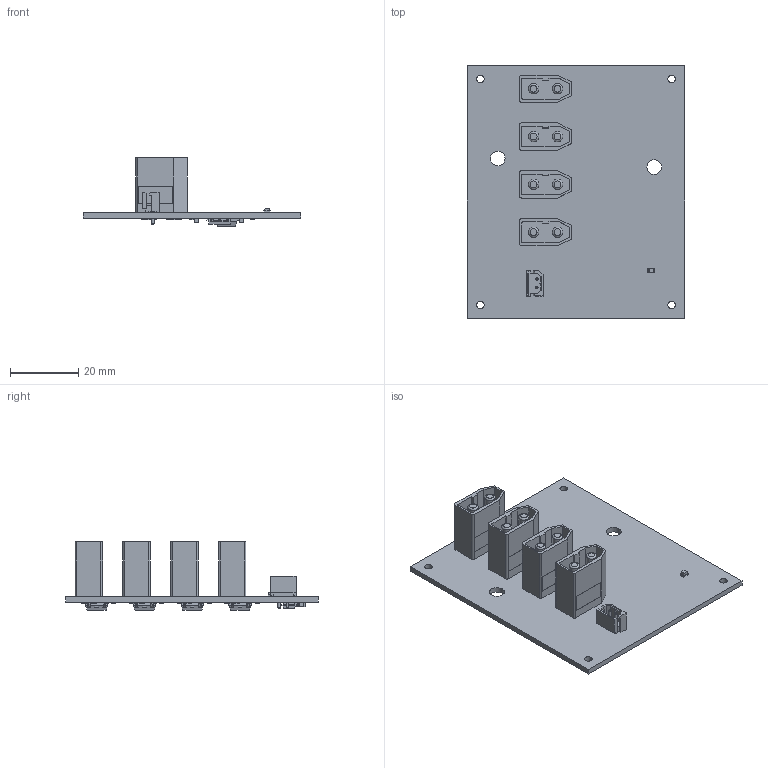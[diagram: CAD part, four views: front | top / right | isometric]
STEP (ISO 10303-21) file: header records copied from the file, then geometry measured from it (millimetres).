
FILE_DESCRIPTION(('KiCad electronic assembly'),'2;1');
FILE_NAME('battery.step','2019-06-01T21:54:35',('An Author'),( 'A Company'),'Open CASCADE STEP processor 6.9', 'KiCad to STEP converter','Unknown');
FILE_SCHEMA(('AUTOMOTIVE_DESIGN { 1 0 10303 214 1 1 1 1 }'));
Length unit declared in the file: millimetre
Products named in the file (16): Open CASCADE STEP translator 6.9 1; C_0805_2012Metric; SOLID; LED_0805_2012Metric; xt-60_pcb_f; COMPOUND; spox_2pin_socket_pcb; TO-252-2; R_0805_2012Metric; SOT-223
Assembly tree (30 placements, depth 3):
  Open CASCADE STEP translator 6.9 1
    C_0805_2012Metric  x2
      SOLID
    LED_0805_2012Metric
      SOLID
    xt-60_pcb_f  x4
      COMPOUND
    spox_2pin_socket_pcb
      SOLID
    TO-252-2  x4
      SOLID
    R_0805_2012Metric  x9
      SOLID
    SOT-223
      SOLID
    COMPOUND
Bounding box: 63.5 x 73.66 x 20.02 mm (x, y, z)
Volume: 16281.5 mm3; surface area: 23990.3 mm2
Topology: 39 solids, 55 shells, 1227 faces, 3071 edges, 2035 vertices
Faces by surface type: plane 927, cylinder 268, bspline 20, torus 12
Full cylindrical faces by diameter (mm): 0.7 x4, 0.85 x2, 1 x4, 2.2 x4, 3 x28, 4.3 x18, 4.6 x8
Entity records: 32191 total; most frequent: CARTESIAN_POINT 6729, DIRECTION 4300, LINE 2809, VECTOR 2809, ORIENTED_EDGE 2258, PCURVE 2258, DEFINITIONAL_REPRESENTATION 2258, EDGE_CURVE 1129
